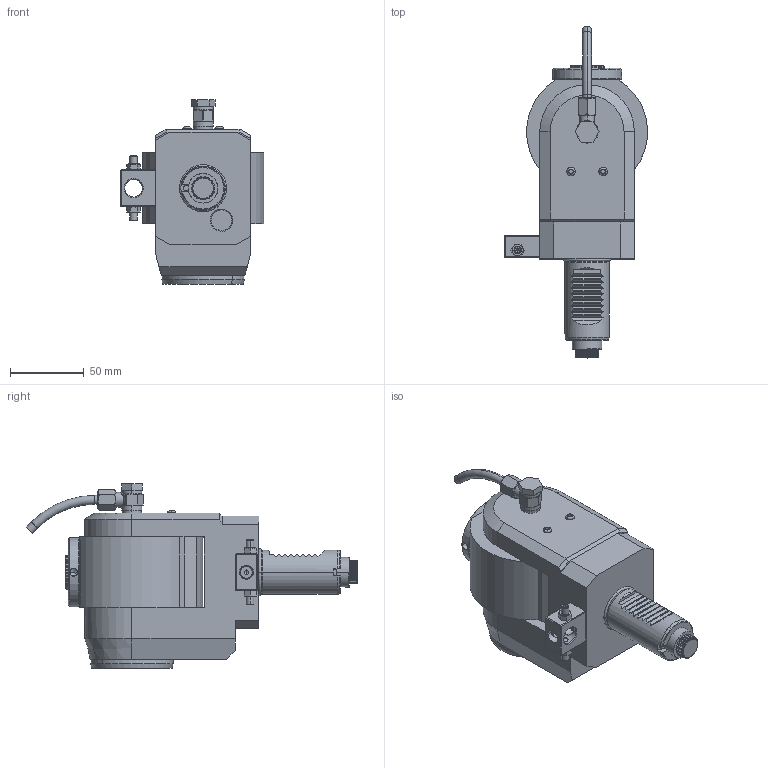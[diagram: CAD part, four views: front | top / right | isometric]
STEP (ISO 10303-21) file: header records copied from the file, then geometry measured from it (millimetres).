
FILE_DESCRIPTION((''),'2;1');
FILE_NAME('NGT1_30_531_16_2_2','2020-06-12T',('vali'),('NOVA GRUP'),'PRO/ENGINEER BY PARAMETRIC TECHNOLOGY CORPORATION, 2010280','PRO/ENGINEER BY PARAMETRIC TECHNOLOGY CORPORATION, 2010280','');
FILE_SCHEMA(('CONFIG_CONTROL_DESIGN'));
Length unit declared in the file: millimetre
Products named in the file (1): NGT1_30_531_16_2_2
Bounding box: 97 x 224.67 x 124.9 mm (x, y, z)
Volume: 780865.9 mm3; surface area: 72475.5 mm2
Topology: 1 solids, 3 shells, 588 faces, 1497 edges, 929 vertices
Faces by surface type: plane 212, cylinder 209, cone 89, bspline 48, torus 30
Entity records: 25230 total; most frequent: CARTESIAN_POINT 11724, ORIENTED_EDGE 2954, DIRECTION 2575, EDGE_CURVE 1477, AXIS2_PLACEMENT_3D 953, VERTEX_POINT 929, VECTOR 669, LINE 669
